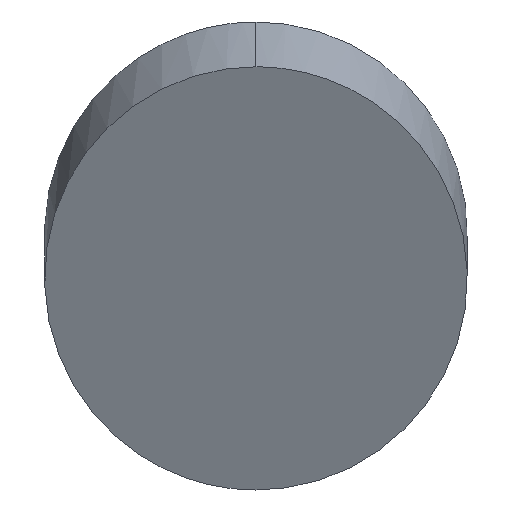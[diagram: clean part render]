
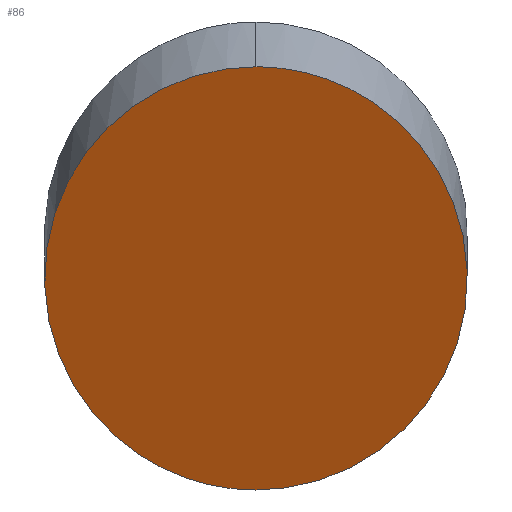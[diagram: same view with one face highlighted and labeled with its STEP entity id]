
A CAD part, top view. The second image highlights one B-rep face of the part: STEP entity #86.
In plain terms, the highlighted planar face has unit normal (0, -0.423, 0.906).
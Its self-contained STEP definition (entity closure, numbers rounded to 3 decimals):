
#2 = PLANE ( 'NONE',  #29 ) ;
#18 = FACE_OUTER_BOUND ( 'NONE', #123, .T. ) ;
#20 = EDGE_CURVE ( 'NONE', #118, #183, #40, .T. ) ;
#29 = AXIS2_PLACEMENT_3D ( 'NONE', #159, #68, #56 ) ;
#31 = CARTESIAN_POINT ( 'NONE',  ( -11.077, 126.455, 28.845 ) ) ;
#39 = CARTESIAN_POINT ( 'NONE',  ( 1.538, 113.836, 22.96 ) ) ;
#40 =( BOUNDED_CURVE ( )  B_SPLINE_CURVE ( 3, ( #39, #65, #53, #151 ),
 .UNSPECIFIED., .F., .T. ) 
 B_SPLINE_CURVE_WITH_KNOTS ( ( 4, 4 ),
 ( 0., 3.142 ),
 .UNSPECIFIED. ) 
 CURVE ( )  GEOMETRIC_REPRESENTATION_ITEM ( )  RATIONAL_B_SPLINE_CURVE ( ( 1., 0.333, 0.333, 1. ) ) 
 REPRESENTATION_ITEM ( '' )  );
#44 = CARTESIAN_POINT ( 'NONE',  ( 1.538, 113.836, 22.96 ) ) ;
#53 = CARTESIAN_POINT ( 'NONE',  ( 14.154, 126.455, 28.845 ) ) ;
#54 =( BOUNDED_CURVE ( )  B_SPLINE_CURVE ( 3, ( #163, #31, #142, #110 ),
 .UNSPECIFIED., .F., .T. ) 
 B_SPLINE_CURVE_WITH_KNOTS ( ( 4, 4 ),
 ( 3.142, 6.283 ),
 .UNSPECIFIED. ) 
 CURVE ( )  GEOMETRIC_REPRESENTATION_ITEM ( )  RATIONAL_B_SPLINE_CURVE ( ( 1., 0.333, 0.333, 1. ) ) 
 REPRESENTATION_ITEM ( '' )  );
#56 = DIRECTION ( 'NONE',  ( 0., -0.906, -0.423 ) ) ;
#65 = CARTESIAN_POINT ( 'NONE',  ( 14.154, 113.836, 22.96 ) ) ;
#68 = DIRECTION ( 'NONE',  ( 0., -0.423, 0.906 ) ) ;
#86 = ADVANCED_FACE ( 'NONE', ( #18 ), #2, .T. ) ;
#109 = CARTESIAN_POINT ( 'NONE',  ( 1.538, 126.455, 28.845 ) ) ;
#110 = CARTESIAN_POINT ( 'NONE',  ( 1.538, 113.836, 22.96 ) ) ;
#118 = VERTEX_POINT ( 'NONE', #44 ) ;
#123 = EDGE_LOOP ( 'NONE', ( #136, #172 ) ) ;
#136 = ORIENTED_EDGE ( 'NONE', *, *, #20, .T. ) ;
#142 = CARTESIAN_POINT ( 'NONE',  ( -11.077, 113.836, 22.96 ) ) ;
#151 = CARTESIAN_POINT ( 'NONE',  ( 1.538, 126.455, 28.845 ) ) ;
#159 = CARTESIAN_POINT ( 'NONE',  ( 1.538, 120.146, 25.903 ) ) ;
#163 = CARTESIAN_POINT ( 'NONE',  ( 1.538, 126.455, 28.845 ) ) ;
#172 = ORIENTED_EDGE ( 'NONE', *, *, #173, .T. ) ;
#173 = EDGE_CURVE ( 'NONE', #183, #118, #54, .T. ) ;
#183 = VERTEX_POINT ( 'NONE', #109 ) ;
